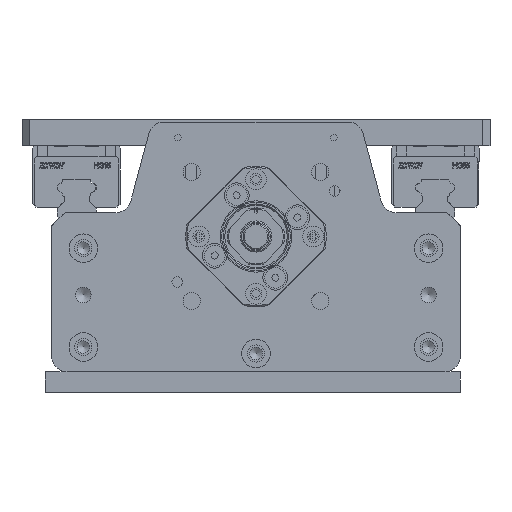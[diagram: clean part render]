
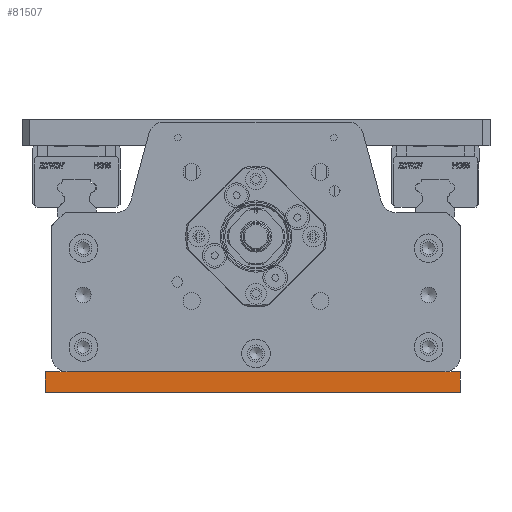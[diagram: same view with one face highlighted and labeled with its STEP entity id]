
A CAD part, front view. The second image highlights one B-rep face of the part: STEP entity #81507.
In plain terms, the highlighted planar face has unit normal (0, -1, 0).
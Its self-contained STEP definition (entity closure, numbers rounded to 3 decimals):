
#81329=CARTESIAN_POINT('',(37.994,-665.,34.532));
#81330=VERTEX_POINT('',#81329);
#81345=CARTESIAN_POINT('',(29.594,-665.,34.532));
#81346=VERTEX_POINT('',#81345);
#81353=CARTESIAN_POINT('',(29.594,-665.,34.532));
#81354=DIRECTION('',(1.0,0.0,0.0));
#81355=VECTOR('',#81354,8.4);
#81356=LINE('',#81353,#81355);
#81357=EDGE_CURVE('',#81346,#81330,#81356,.T.);
#81367=CARTESIAN_POINT('',(183.194,-665.,34.532));
#81368=VERTEX_POINT('',#81367);
#81375=CARTESIAN_POINT('',(189.194,-665.,34.532));
#81376=VERTEX_POINT('',#81375);
#81377=CARTESIAN_POINT('',(183.194,-665.,34.532));
#81378=DIRECTION('',(1.0,0.0,0.0));
#81379=VECTOR('',#81378,6.0);
#81380=LINE('',#81377,#81379);
#81381=EDGE_CURVE('',#81368,#81376,#81380,.T.);
#81413=CARTESIAN_POINT('',(29.594,-665.,26.532));
#81414=VERTEX_POINT('',#81413);
#81421=CARTESIAN_POINT('',(29.594,-665.,34.532));
#81422=DIRECTION('',(0.0,0.0,-1.0));
#81423=VECTOR('',#81422,8.);
#81424=LINE('',#81421,#81423);
#81425=EDGE_CURVE('',#81346,#81414,#81424,.T.);
#81444=CARTESIAN_POINT('',(189.194,-665.,26.532));
#81445=VERTEX_POINT('',#81444);
#81452=CARTESIAN_POINT('',(29.594,-665.,26.532));
#81453=DIRECTION('',(1.0,0.0,0.0));
#81454=VECTOR('',#81453,159.6);
#81455=LINE('',#81452,#81454);
#81456=EDGE_CURVE('',#81414,#81445,#81455,.T.);
#81484=CARTESIAN_POINT('',(24.194,-665.,24.532));
#81485=DIRECTION('',(0.0,-1.0,0.0));
#81486=DIRECTION('',(1.0,0.0,0.0));
#81487=AXIS2_PLACEMENT_3D('',#81484,#81485,#81486);
#81488=PLANE('',#81487);
#81489=ORIENTED_EDGE('',*,*,#81425,.T.);
#81490=ORIENTED_EDGE('',*,*,#81456,.T.);
#81491=CARTESIAN_POINT('',(189.194,-665.,26.532));
#81492=DIRECTION('',(0.0,0.0,1.0));
#81493=VECTOR('',#81492,8.0);
#81494=LINE('',#81491,#81493);
#81495=EDGE_CURVE('',#81445,#81376,#81494,.T.);
#81496=ORIENTED_EDGE('',*,*,#81495,.T.);
#81497=ORIENTED_EDGE('',*,*,#81381,.F.);
#81498=CARTESIAN_POINT('',(37.994,-665.,34.532));
#81499=DIRECTION('',(1.0,0.0,0.0));
#81500=VECTOR('',#81499,145.2);
#81501=LINE('',#81498,#81500);
#81502=EDGE_CURVE('',#81330,#81368,#81501,.T.);
#81503=ORIENTED_EDGE('',*,*,#81502,.F.);
#81504=ORIENTED_EDGE('',*,*,#81357,.F.);
#81505=EDGE_LOOP('',(#81489,#81490,#81496,#81497,#81503,#81504));
#81506=FACE_OUTER_BOUND('',#81505,.T.);
#81507=ADVANCED_FACE('',(#81506),#81488,.T.);
